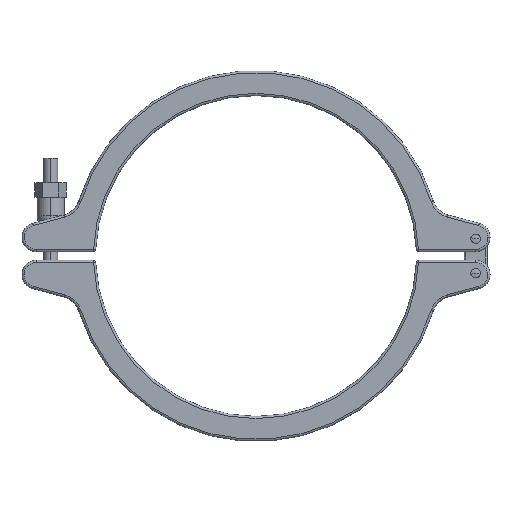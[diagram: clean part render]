
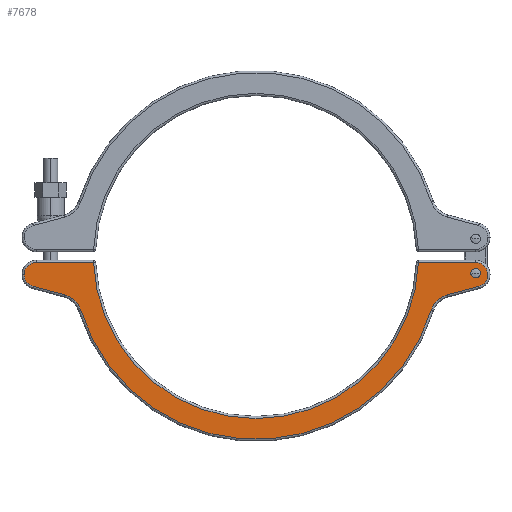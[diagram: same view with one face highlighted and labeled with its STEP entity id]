
A CAD part, top view. The second image highlights one B-rep face of the part: STEP entity #7678.
In plain terms, the highlighted planar face has unit normal (0, 0, 1).
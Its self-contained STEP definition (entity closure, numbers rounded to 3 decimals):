
#20 = CARTESIAN_POINT ( 'NONE',  ( -113.161, -4.5, 12. ) ) ;
#179 = FACE_BOUND ( 'NONE', #2642, .T. ) ;
#306 = CARTESIAN_POINT ( 'NONE',  ( 153., -13., 12. ) ) ;
#438 = LINE ( 'NONE', #1452, #7112 ) ;
#456 = EDGE_CURVE ( 'NONE', #4369, #4172, #3875, .T. ) ;
#648 = AXIS2_PLACEMENT_3D ( 'NONE', #11321, #4614, #3677 ) ;
#920 = EDGE_CURVE ( 'NONE', #4552, #6003, #9931, .T. ) ;
#1134 = CARTESIAN_POINT ( 'NONE',  ( -133.427, -27.044, 12. ) ) ;
#1252 = AXIS2_PLACEMENT_3D ( 'NONE', #10892, #9185, #3566 ) ;
#1264 = DIRECTION ( 'NONE',  ( 0., 0., -1. ) ) ;
#1316 = PLANE ( 'NONE',  #8249 ) ;
#1376 = VECTOR ( 'NONE', #1927, 1000. ) ;
#1402 = DIRECTION ( 'NONE',  ( -1., 0., 0. ) ) ;
#1452 = CARTESIAN_POINT ( 'NONE',  ( -15.699, -58.59, 12. ) ) ;
#1624 = DIRECTION ( 'NONE',  ( 0., 0., -1. ) ) ;
#1811 = CARTESIAN_POINT ( 'NONE',  ( 121.947, -38.066, 12. ) ) ;
#1891 = CARTESIAN_POINT ( 'NONE',  ( -161.5, -13., 12. ) ) ;
#1927 = DIRECTION ( 'NONE',  ( -1., 0., 0. ) ) ;
#1971 = VERTEX_POINT ( 'NONE', #7144 ) ;
#1980 = EDGE_CURVE ( 'NONE', #1971, #11018, #11948, .T. ) ;
#2131 = DIRECTION ( 'NONE',  ( 0., 0., 1. ) ) ;
#2235 = VERTEX_POINT ( 'NONE', #1811 ) ;
#2276 = AXIS2_PLACEMENT_3D ( 'NONE', #8779, #5947, #5879 ) ;
#2302 = ORIENTED_EDGE ( 'NONE', *, *, #3777, .T. ) ;
#2483 = CIRCLE ( 'NONE', #3719, 16.5 ) ;
#2642 = EDGE_LOOP ( 'NONE', ( #7593, #7045 ) ) ;
#3015 = ORIENTED_EDGE ( 'NONE', *, *, #920, .T. ) ;
#3072 = CIRCLE ( 'NONE', #3675, 113.25 ) ;
#3134 = CIRCLE ( 'NONE', #7761, 16.5 ) ;
#3211 = DIRECTION ( 'NONE',  ( 0., 0., -1. ) ) ;
#3230 = VERTEX_POINT ( 'NONE', #11836 ) ;
#3276 = ORIENTED_EDGE ( 'NONE', *, *, #6157, .T. ) ;
#3365 = CARTESIAN_POINT ( 'NONE',  ( 0., 0., 12. ) ) ;
#3566 = DIRECTION ( 'NONE',  ( -1., 0., 0. ) ) ;
#3574 = EDGE_CURVE ( 'NONE', #11018, #1971, #11542, .T. ) ;
#3675 = AXIS2_PLACEMENT_3D ( 'NONE', #10051, #9166, #4285 ) ;
#3677 = DIRECTION ( 'NONE',  ( -1., 0., 0. ) ) ;
#3719 = AXIS2_PLACEMENT_3D ( 'NONE', #11846, #3211, #10621 ) ;
#3777 = EDGE_CURVE ( 'NONE', #4172, #10440, #8098, .T. ) ;
#3875 = LINE ( 'NONE', #10527, #1376 ) ;
#3889 = EDGE_CURVE ( 'NONE', #11253, #4369, #3072, .T. ) ;
#4014 = DIRECTION ( 'NONE',  ( -1., 0., 0. ) ) ;
#4122 = AXIS2_PLACEMENT_3D ( 'NONE', #3365, #12057, #1402 ) ;
#4172 = VERTEX_POINT ( 'NONE', #10060 ) ;
#4285 = DIRECTION ( 'NONE',  ( -1., 0., 0. ) ) ;
#4369 = VERTEX_POINT ( 'NONE', #20 ) ;
#4480 = EDGE_CURVE ( 'NONE', #10440, #9354, #8511, .T. ) ;
#4552 = VERTEX_POINT ( 'NONE', #8014 ) ;
#4614 = DIRECTION ( 'NONE',  ( 0., 0., 1. ) ) ;
#4741 = EDGE_CURVE ( 'NONE', #9354, #10450, #438, .T. ) ;
#5144 = VERTEX_POINT ( 'NONE', #11231 ) ;
#5167 = DIRECTION ( 'NONE',  ( 0., 0., -1. ) ) ;
#5225 = DIRECTION ( 'NONE',  ( -1., 0., 0. ) ) ;
#5879 = DIRECTION ( 'NONE',  ( -1., 0., 0. ) ) ;
#5947 = DIRECTION ( 'NONE',  ( 0., 0., 1. ) ) ;
#6003 = VERTEX_POINT ( 'NONE', #8444 ) ;
#6154 = CARTESIAN_POINT ( 'NONE',  ( -155.2, -21.21, 12. ) ) ;
#6157 = EDGE_CURVE ( 'NONE', #2235, #3230, #2483, .T. ) ;
#6333 = LINE ( 'NONE', #9234, #12336 ) ;
#6359 = CIRCLE ( 'NONE', #4122, 127.75 ) ;
#6400 = DIRECTION ( 'NONE',  ( 0.966, 0.259, 0. ) ) ;
#6625 = ORIENTED_EDGE ( 'NONE', *, *, #8091, .T. ) ;
#6908 = AXIS2_PLACEMENT_3D ( 'NONE', #306, #2131, #5225 ) ;
#6984 = ORIENTED_EDGE ( 'NONE', *, *, #9948, .T. ) ;
#7000 = CARTESIAN_POINT ( 'NONE',  ( 0., 0., 12. ) ) ;
#7045 = ORIENTED_EDGE ( 'NONE', *, *, #1980, .T. ) ;
#7112 = VECTOR ( 'NONE', #12051, 1000. ) ;
#7144 = CARTESIAN_POINT ( 'NONE',  ( 156.3, -12., 12. ) ) ;
#7333 = CARTESIAN_POINT ( 'NONE',  ( 15.699, -58.59, 12. ) ) ;
#7593 = ORIENTED_EDGE ( 'NONE', *, *, #3574, .T. ) ;
#7678 = ADVANCED_FACE ( 'NONE', ( #8937, #179 ), #1316, .F. ) ;
#7723 = VECTOR ( 'NONE', #6400, 1000. ) ;
#7761 = AXIS2_PLACEMENT_3D ( 'NONE', #8236, #1624, #12091 ) ;
#7967 = EDGE_LOOP ( 'NONE', ( #6625, #9606, #11129, #2302, #9708, #9300, #6984, #8690, #3276, #8905, #3015 ) ) ;
#8014 = CARTESIAN_POINT ( 'NONE',  ( 155.2, -21.21, 12. ) ) ;
#8091 = EDGE_CURVE ( 'NONE', #6003, #11253, #6333, .T. ) ;
#8098 = CIRCLE ( 'NONE', #648, 8.5 ) ;
#8176 = EDGE_CURVE ( 'NONE', #3230, #4552, #10185, .T. ) ;
#8236 = CARTESIAN_POINT ( 'NONE',  ( -137.697, -42.982, 12. ) ) ;
#8249 = AXIS2_PLACEMENT_3D ( 'NONE', #7000, #5167, #4014 ) ;
#8265 = DIRECTION ( 'NONE',  ( -1., 0., 0. ) ) ;
#8444 = CARTESIAN_POINT ( 'NONE',  ( 153., -4.5, 12. ) ) ;
#8511 = CIRCLE ( 'NONE', #2276, 8.5 ) ;
#8690 = ORIENTED_EDGE ( 'NONE', *, *, #11517, .T. ) ;
#8722 = DIRECTION ( 'NONE',  ( -1., 0., 0. ) ) ;
#8726 = AXIS2_PLACEMENT_3D ( 'NONE', #9908, #1264, #8722 ) ;
#8779 = CARTESIAN_POINT ( 'NONE',  ( -153., -13., 12. ) ) ;
#8905 = ORIENTED_EDGE ( 'NONE', *, *, #8176, .T. ) ;
#8937 = FACE_OUTER_BOUND ( 'NONE', #7967, .T. ) ;
#9166 = DIRECTION ( 'NONE',  ( 0., 0., -1. ) ) ;
#9185 = DIRECTION ( 'NONE',  ( 0., 0., -1. ) ) ;
#9234 = CARTESIAN_POINT ( 'NONE',  ( 0., -4.5, 12. ) ) ;
#9300 = ORIENTED_EDGE ( 'NONE', *, *, #4741, .T. ) ;
#9354 = VERTEX_POINT ( 'NONE', #6154 ) ;
#9546 = CARTESIAN_POINT ( 'NONE',  ( 113.161, -4.5, 12. ) ) ;
#9606 = ORIENTED_EDGE ( 'NONE', *, *, #3889, .T. ) ;
#9708 = ORIENTED_EDGE ( 'NONE', *, *, #4480, .T. ) ;
#9908 = CARTESIAN_POINT ( 'NONE',  ( 153., -12., 12. ) ) ;
#9931 = CIRCLE ( 'NONE', #6908, 8.5 ) ;
#9948 = EDGE_CURVE ( 'NONE', #10450, #5144, #3134, .T. ) ;
#10051 = CARTESIAN_POINT ( 'NONE',  ( 0., 0., 12. ) ) ;
#10060 = CARTESIAN_POINT ( 'NONE',  ( -153., -4.5, 12. ) ) ;
#10185 = LINE ( 'NONE', #7333, #7723 ) ;
#10440 = VERTEX_POINT ( 'NONE', #1891 ) ;
#10450 = VERTEX_POINT ( 'NONE', #1134 ) ;
#10527 = CARTESIAN_POINT ( 'NONE',  ( 0., -4.5, 12. ) ) ;
#10621 = DIRECTION ( 'NONE',  ( -1., 0., 0. ) ) ;
#10892 = CARTESIAN_POINT ( 'NONE',  ( 153., -12., 12. ) ) ;
#11018 = VERTEX_POINT ( 'NONE', #11146 ) ;
#11129 = ORIENTED_EDGE ( 'NONE', *, *, #456, .T. ) ;
#11146 = CARTESIAN_POINT ( 'NONE',  ( 149.7, -12., 12. ) ) ;
#11231 = CARTESIAN_POINT ( 'NONE',  ( -121.947, -38.066, 12. ) ) ;
#11253 = VERTEX_POINT ( 'NONE', #9546 ) ;
#11321 = CARTESIAN_POINT ( 'NONE',  ( -153., -13., 12. ) ) ;
#11517 = EDGE_CURVE ( 'NONE', #5144, #2235, #6359, .T. ) ;
#11542 = CIRCLE ( 'NONE', #1252, 3.3 ) ;
#11836 = CARTESIAN_POINT ( 'NONE',  ( 133.427, -27.044, 12. ) ) ;
#11846 = CARTESIAN_POINT ( 'NONE',  ( 137.697, -42.982, 12. ) ) ;
#11948 = CIRCLE ( 'NONE', #8726, 3.3 ) ;
#12051 = DIRECTION ( 'NONE',  ( 0.966, -0.259, 0. ) ) ;
#12057 = DIRECTION ( 'NONE',  ( 0., 0., 1. ) ) ;
#12091 = DIRECTION ( 'NONE',  ( -1., 0., 0. ) ) ;
#12336 = VECTOR ( 'NONE', #8265, 1000. ) ;
